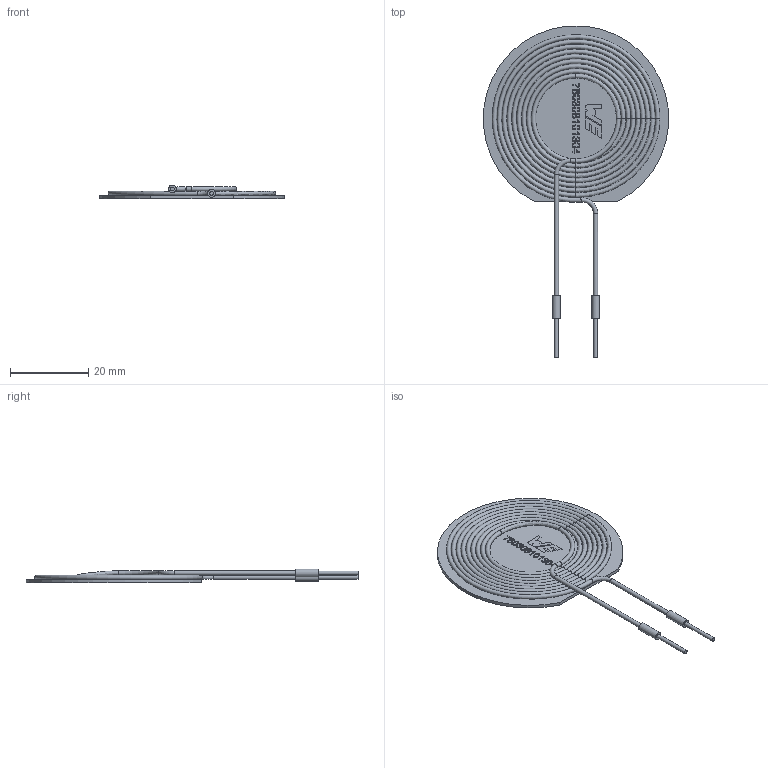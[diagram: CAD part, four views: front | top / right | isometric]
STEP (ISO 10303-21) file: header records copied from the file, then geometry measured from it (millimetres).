
FILE_DESCRIPTION(/* description */ ('Unknown'),/* implementation_level */ '2;1');
FILE_NAME(/* name */ 'L_Wurth_WE-WPCC-TX_760308101304',/* time_stamp */ '2025-04-18T16:15:41+08:00',/* author */ ('Unknown'),/* organization */ ('Unknown'),/* preprocessor_version */ 'ST-DEVELOPER v19.4',/* originating_system */ 'Solid Edge',/* authorisation */ 'Unknown');
FILE_SCHEMA (('AUTOMOTIVE_DESIGN {1 0 10303 214 3 1 1}'));
Length unit declared in the file: millimetre
Products named in the file (2): L_Wurth_WE-WPCC-TX_760308101304
Assembly tree (1 placements, depth 2):
  L_Wurth_WE-WPCC-TX_760308101304
    L_Wurth_WE-WPCC-TX_760308101304
Bounding box: 47.38 x 84.91 x 3.54 mm (x, y, z)
Volume: 2351.1 mm3; surface area: 7046.7 mm2
Topology: 2 solids, 2 shells, 150 faces, 342 edges, 222 vertices
Faces by surface type: plane 92, bspline 38, torus 13, cylinder 7
Full cylindrical faces by diameter (mm): 1 x2, 1.1 x2, 2 x2
Entity records: 7869 total; most frequent: CARTESIAN_POINT 3761, ORIENTED_EDGE 598, DIRECTION 497, EDGE_CURVE 299, VERTEX_POINT 227, FACE_BOUND 224, EDGE_LOOP 215, LINE 205
